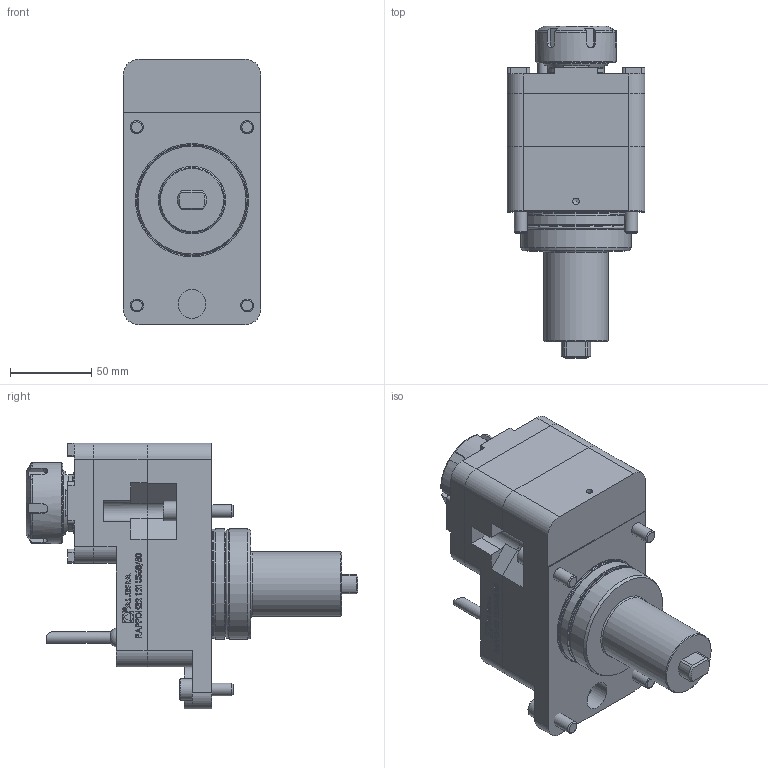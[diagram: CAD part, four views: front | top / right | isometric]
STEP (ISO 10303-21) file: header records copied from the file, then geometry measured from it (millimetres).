
FILE_DESCRIPTION (( 'STEP AP214' ), '1' );
FILE_NAME ('RAPPDH32121US6850.STEP', '2023-03-17T13:38:56', ( '' ), ( '' ), 'SwSTEP 2.0', 'SolidWorks 2016', '' );
FILE_SCHEMA (( 'AUTOMOTIVE_DESIGN' ));
Length unit declared in the file: millimetre
Products named in the file (1): RAPPDH32121US6850
Bounding box: 85 x 204.61 x 164 mm (x, y, z)
Volume: 1075256.6 mm3; surface area: 90761.4 mm2
Topology: 3 solids, 3 shells, 660 faces, 1712 edges, 1118 vertices
Faces by surface type: plane 391, bspline 120, cylinder 101, torus 24, cone 23, sphere 1
Full cylindrical faces by diameter (mm): 1.7 x1, 2.1 x1, 4 x2, 6.366 x1, 7 x1, 8 x4, 12 x2, 13 x2, 40 x2, 50 x1, 65 x1, 67.6 x1, 68 x2
Entity records: 30343 total; most frequent: CARTESIAN_POINT 11422, ORIENTED_EDGE 3276, DIRECTION 2661, EDGE_CURVE 1638, VERTEX_POINT 1097, LINE 1053, VECTOR 1053, AXIS2_PLACEMENT_3D 804
